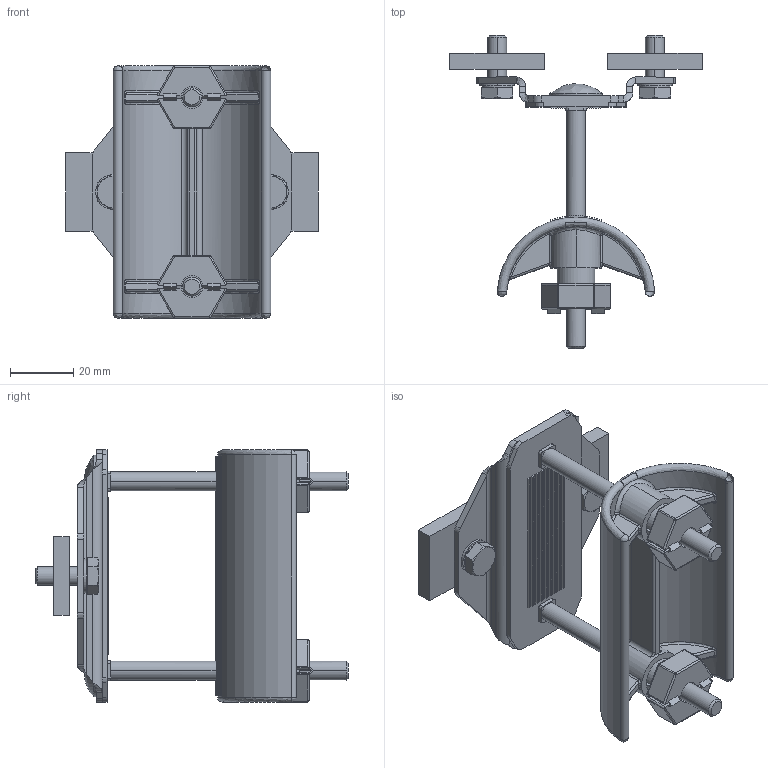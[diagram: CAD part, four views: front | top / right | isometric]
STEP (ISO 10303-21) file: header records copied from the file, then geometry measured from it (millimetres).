
FILE_DESCRIPTION (( 'STEP AP214' ), '1' );
FILE_NAME ('0020521.step', '2022-08-22T12:13:54', ( '' ), ( '' ), 'SwSTEP 2.0', 'SolidWorks 2020', '' );
FILE_SCHEMA (( 'AUTOMOTIVE_DESIGN' ));
Length unit declared in the file: inch
Products named in the file (1): 0020521
Bounding box: 80 x 99.2 x 80 mm (x, y, z)
Volume: 57001.3 mm3; surface area: 38562.7 mm2
Topology: 1 solids, 3 shells, 764 faces, 1883 edges, 1097 vertices
Faces by surface type: plane 477, cylinder 170, bspline 97, cone 20
Entity records: 29577 total; most frequent: CARTESIAN_POINT 12442, ORIENTED_EDGE 3722, DIRECTION 3373, EDGE_CURVE 1861, AXIS2_PLACEMENT_3D 1126, VECTOR 1121, LINE 1121, VERTEX_POINT 1097
